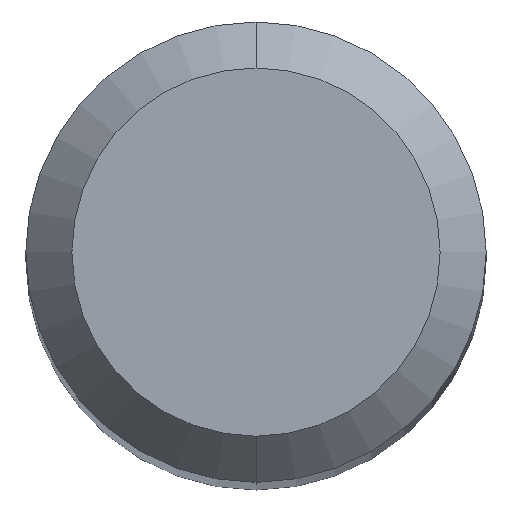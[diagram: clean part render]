
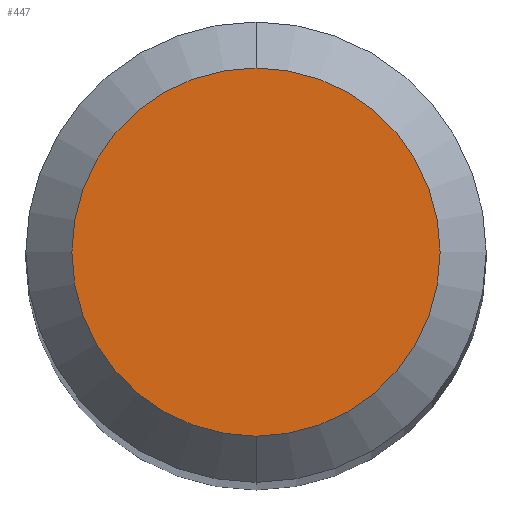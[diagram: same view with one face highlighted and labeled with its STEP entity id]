
A CAD part, top view. The second image highlights one B-rep face of the part: STEP entity #447.
In plain terms, the highlighted planar face has unit normal (0, 0, 1).
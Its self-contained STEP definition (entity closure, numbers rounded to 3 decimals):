
#267=VERTEX_POINT('',#584);
#355=EDGE_CURVE('',#267,#373,#680,.T.);
#373=VERTEX_POINT('',#702);
#407=EDGE_CURVE('',#373,#267,#737,.T.);
#447=ADVANCED_FACE('',(#780),#781,.T.);
#584=CARTESIAN_POINT('',(0.0,1.2,0.0));
#680=CIRCLE('',#1260,1.2);
#702=CARTESIAN_POINT('',(0.,-1.2,0.0));
#737=CIRCLE('',#1357,1.2);
#780=FACE_OUTER_BOUND('',#1415,.T.);
#781=PLANE('',#1416);
#1260=AXIS2_PLACEMENT_3D('',#1663,#1664,#1665);
#1357=AXIS2_PLACEMENT_3D('',#1729,#1730,#1731);
#1415=EDGE_LOOP('',(#1775,#1776));
#1416=AXIS2_PLACEMENT_3D('',#1777,#1778,#1779);
#1663=CARTESIAN_POINT('',(0.0,0.0,0.0));
#1664=DIRECTION('',(0.0,0.0,-1.0));
#1665=DIRECTION('',(0.0,1.0,0.0));
#1729=CARTESIAN_POINT('',(0.0,0.0,0.0));
#1730=DIRECTION('',(0.0,0.0,-1.0));
#1731=DIRECTION('',(0.0,1.0,0.0));
#1775=ORIENTED_EDGE('',*,*,#355,.F.);
#1776=ORIENTED_EDGE('',*,*,#407,.F.);
#1777=CARTESIAN_POINT('',(0.0,0.6,0.0));
#1778=DIRECTION('',(-0.0,0.0,1.0));
#1779=DIRECTION('',(0.0,-1.0,0.0));
